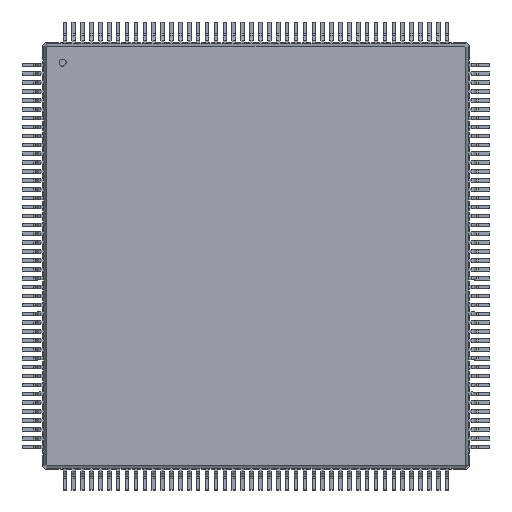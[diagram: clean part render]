
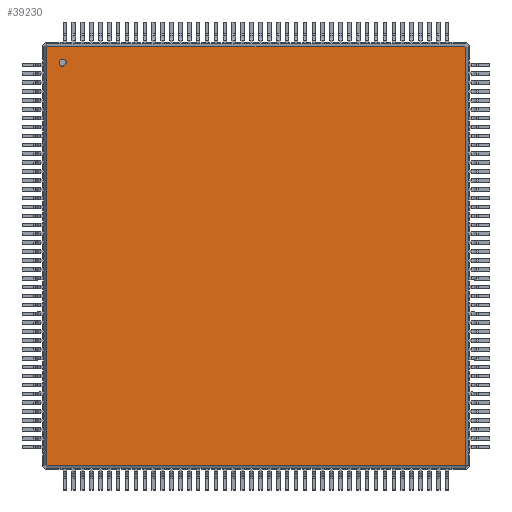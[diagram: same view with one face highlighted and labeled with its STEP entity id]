
A CAD part, top view. The second image highlights one B-rep face of the part: STEP entity #39230.
In plain terms, the highlighted planar face has unit normal (0, 0, 1).
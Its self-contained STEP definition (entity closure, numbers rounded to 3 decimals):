
#13=DIRECTION('',(0.,0.,1.));
#27=VECTOR('',#28,1.);
#28=DIRECTION('',(1.,0.,0.));
#403=VECTOR('',#404,1.);
#404=DIRECTION('',(0.707,-0.707,0.));
#410=VECTOR('',#411,1.);
#411=DIRECTION('',(0.,-1.,0.));
#417=VECTOR('',#418,1.);
#418=DIRECTION('',(-0.707,-0.707,0.));
#424=VECTOR('',#425,1.);
#425=DIRECTION('',(-1.,0.,0.));
#431=VECTOR('',#432,1.);
#432=DIRECTION('',(-0.707,0.707,0.));
#438=VECTOR('',#439,1.);
#439=DIRECTION('',(0.,1.,0.));
#443=VECTOR('',#444,1.);
#444=DIRECTION('',(0.707,0.707,0.));
#15408=VERTEX_POINT('',#15409);
#15409=CARTESIAN_POINT('',(-11.776,11.713,1.6));
#15411=ORIENTED_EDGE('',*,*,#15412,.F.);
#15412=EDGE_CURVE('',#15413,#15408,#15415,.T.);
#15413=VERTEX_POINT('',#15414);
#15414=CARTESIAN_POINT('',(-11.776,-11.713,1.6));
#15415=LINE('',#15414,#438);
#15426=VERTEX_POINT('',#15427);
#15427=CARTESIAN_POINT('',(-11.713,11.776,1.6));
#15429=ORIENTED_EDGE('',*,*,#15430,.F.);
#15430=EDGE_CURVE('',#15408,#15426,#15431,.T.);
#15431=LINE('',#15409,#443);
#15572=VERTEX_POINT('',#15573);
#15573=CARTESIAN_POINT('',(11.713,11.776,1.6));
#15575=ORIENTED_EDGE('',*,*,#15576,.F.);
#15576=EDGE_CURVE('',#15426,#15572,#15577,.T.);
#15577=LINE('',#15427,#27);
#19548=VERTEX_POINT('',#19549);
#19549=CARTESIAN_POINT('',(11.776,11.713,1.6));
#19551=ORIENTED_EDGE('',*,*,#19552,.F.);
#19552=EDGE_CURVE('',#15572,#19548,#19553,.T.);
#19553=LINE('',#15573,#403);
#19914=VERTEX_POINT('',#19915);
#19915=CARTESIAN_POINT('',(11.776,-11.713,1.6));
#19917=ORIENTED_EDGE('',*,*,#19918,.F.);
#19918=EDGE_CURVE('',#19548,#19914,#19919,.T.);
#19919=LINE('',#19549,#410);
#39230=ADVANCED_FACE('',(#39231,#39246),#39256,.T.);
#39231=FACE_BOUND('',#39232,.T.);
#39232=EDGE_LOOP('',(#15575,#15429,#15411,#39233,#39238,#39243,#19917,#19551));
#39233=ORIENTED_EDGE('',*,*,#39234,.F.);
#39234=EDGE_CURVE('',#39235,#15413,#39237,.T.);
#39235=VERTEX_POINT('',#39236);
#39236=CARTESIAN_POINT('',(-11.713,-11.776,1.6));
#39237=LINE('',#39236,#431);
#39238=ORIENTED_EDGE('',*,*,#39239,.F.);
#39239=EDGE_CURVE('',#39240,#39235,#39242,.T.);
#39240=VERTEX_POINT('',#39241);
#39241=CARTESIAN_POINT('',(11.713,-11.776,1.6));
#39242=LINE('',#39241,#424);
#39243=ORIENTED_EDGE('',*,*,#39244,.F.);
#39244=EDGE_CURVE('',#19914,#39240,#39245,.T.);
#39245=LINE('',#19915,#417);
#39246=FACE_BOUND('',#39247,.T.);
#39247=EDGE_LOOP('',(#39248));
#39248=ORIENTED_EDGE('',*,*,#39249,.T.);
#39249=EDGE_CURVE('',#39250,#39250,#39252,.T.);
#39250=VERTEX_POINT('',#39251);
#39251=CARTESIAN_POINT('',(-10.876,10.676,1.6));
#39252=CIRCLE('',#39253,0.2);
#39253=AXIS2_PLACEMENT_3D('',#39254,#39255,#411);
#39254=CARTESIAN_POINT('',(-10.876,10.876,1.6));
#39255=DIRECTION('',(0.,-0.,-1.));
#39256=PLANE('',#39257);
#39257=AXIS2_PLACEMENT_3D('',#15427,#13,#39258);
#39258=DIRECTION('',(0.705,-0.709,0.));
